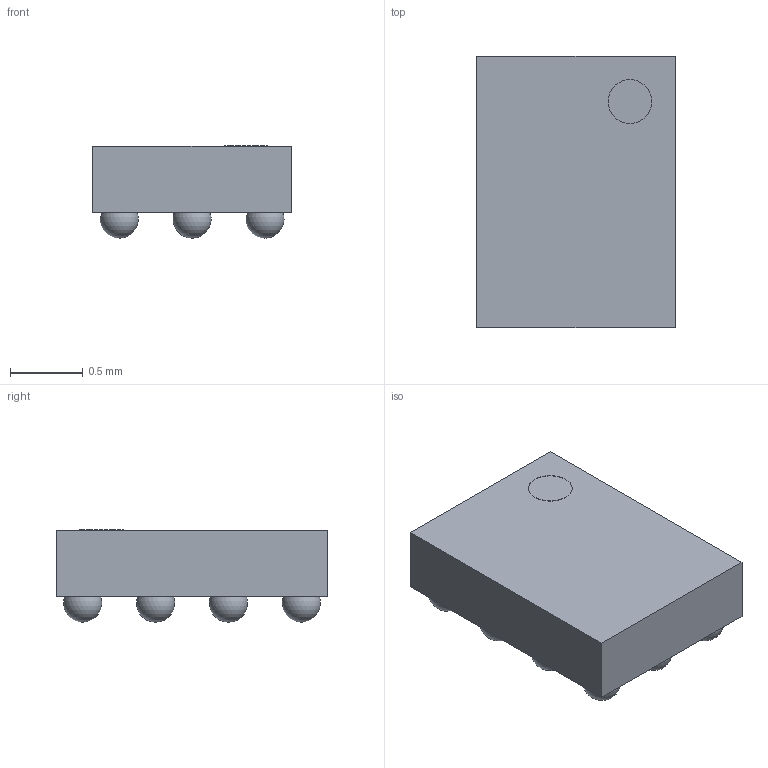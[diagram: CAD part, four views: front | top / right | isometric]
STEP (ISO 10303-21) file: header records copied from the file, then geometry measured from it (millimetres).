
FILE_DESCRIPTION(/* description */ ('model of Texas_DSBGA-12_1.36x1.86mm_Layout3x4_P0.5mm'),/* implementation_level */ '2;1');
FILE_NAME(/* name */ 'Texas_DSBGA-12_1.36x1.86mm_Layout3x4_P0.5mm.step',/* time_stamp */ '2023-09-06T18:31:12',/* author */ ('KiCAD','kicad'),/* organization */ ('OCCT'),/* preprocessor_version */ '',/* originating_system */ 'KiCAD',/* authorisation */ '');
FILE_SCHEMA(('AUTOMOTIVE_DESIGN { 1 0 10303 214 1 1 1 1 }'));
Length unit declared in the file: millimetre
Products named in the file (1): Texas_DSBGA-12_1.36x1.86mm_Layout3x4_P0.5mm
Bounding box: 1.36 x 1.86 x 0.63 mm (x, y, z)
Volume: 1.2 mm3; surface area: 9.2 mm2
Topology: 1 solids, 1 shells, 20 faces, 51 edges, 34 vertices
Faces by surface type: sphere 12, plane 7, cylinder 1
Full cylindrical faces by diameter (mm): 0.3 x1
Entity records: 764 total; most frequent: DIRECTION 107, CARTESIAN_POINT 94, ORIENTED_EDGE 78, AXIS2_PLACEMENT_3D 47, EDGE_CURVE 39, VERTEX_POINT 34, FACE_BOUND 33, EDGE_LOOP 33
